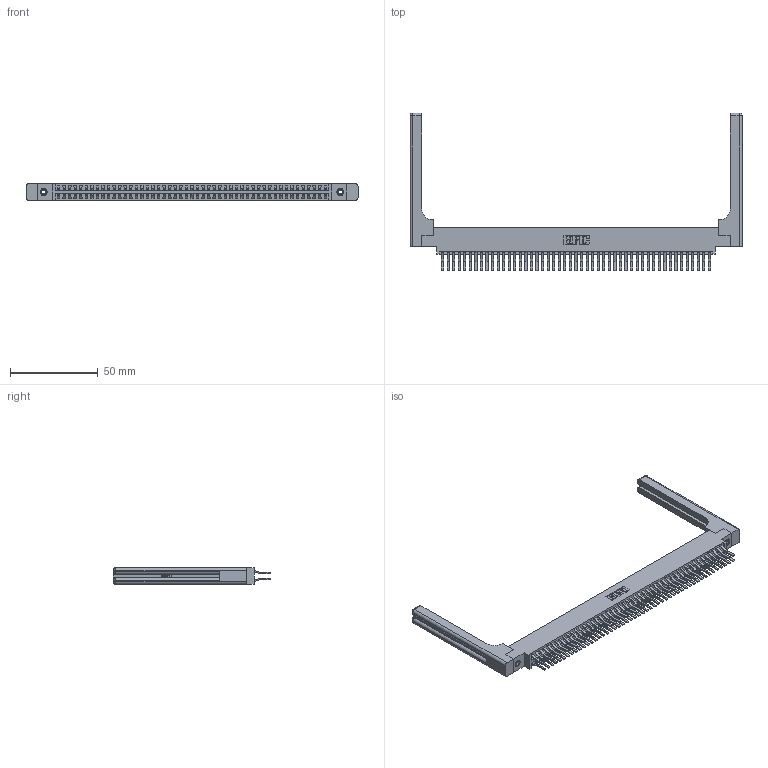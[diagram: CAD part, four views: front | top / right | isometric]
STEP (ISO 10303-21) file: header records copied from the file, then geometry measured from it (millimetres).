
FILE_DESCRIPTION (( 'STEP AP203' ), '1' );
FILE_NAME ('346-098-560-858.STEP', '2022-05-26T19:33:48', ( '' ), ( '' ), 'SwSTEP 2.0', 'SolidWorks 2020', '' );
FILE_SCHEMA (( 'CONFIG_CONTROL_DESIGN' ));
Length unit declared in the file: inch
Products named in the file (5): 346-220-058_345-220-058; 345-292-001_560 Tail; 346 Part_0.170 Offset - 0.156 Dia-TH; 346-098-560-858; 345-250-001_345-250-001-102
Assembly tree (103 placements, depth 2):
  346-098-560-858
    346 Part_0.170 Offset - 0.156 Dia-TH
    345-292-001_560 Tail  x98
    345-250-001_345-250-001-102  x2
    346-220-058_345-220-058  x2
Bounding box: 189.64 x 90.05 x 9.4 mm (x, y, z)
Volume: 26510.2 mm3; surface area: 33149.4 mm2
Topology: 103 solids, 103 shells, 5688 faces, 16821 edges, 11062 vertices
Faces by surface type: plane 3672, cylinder 1956, bspline 36, cone 12, sphere 8, torus 4
Entity records: 36854 total; most frequent: CARTESIAN_POINT 7079, ORIENTED_EDGE 5808, DIRECTION 5224, EDGE_CURVE 2904, LINE 2480, VECTOR 2480, VERTEX_POINT 1926, AXIS2_PLACEMENT_3D 1372
